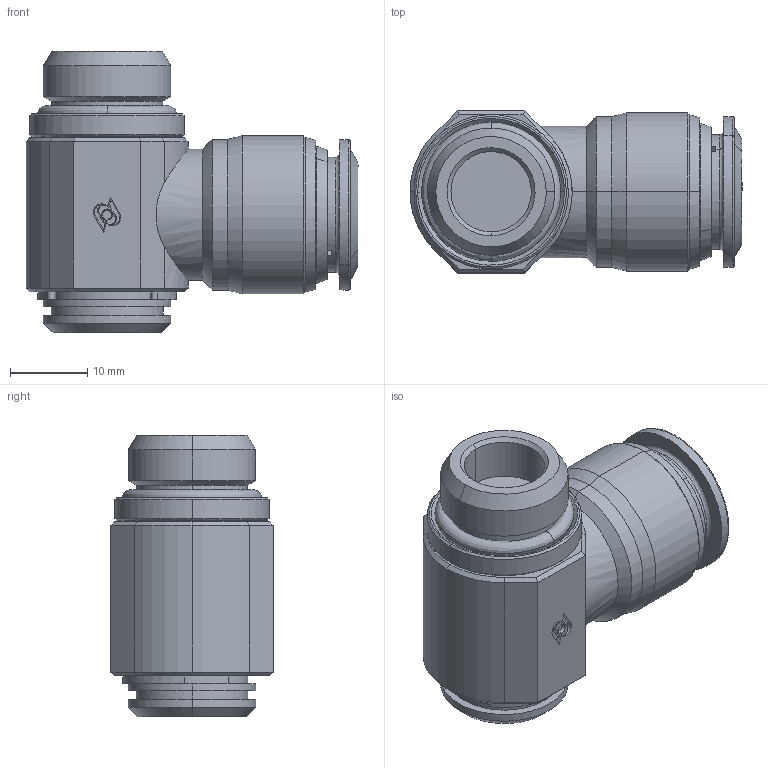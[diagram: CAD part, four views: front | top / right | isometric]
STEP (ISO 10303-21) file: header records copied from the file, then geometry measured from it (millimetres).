
FILE_DESCRIPTION (( 'STEP AP214' ), '1' );
FILE_NAME ('PH12-G03_ME.STEP', '2018-09-06T11:51:48', ( '' ), ( '' ), 'SwSTEP 2.0', 'SolidWorks 2018', '' );
FILE_SCHEMA (( 'AUTOMOTIVE_DESIGN' ));
Length unit declared in the file: millimetre
Products named in the file (1): PH12-G03_ME
Bounding box: 43 x 21 x 36.5 mm (x, y, z)
Volume: 16065.6 mm3; surface area: 6081.4 mm2
Topology: 4 solids, 4 shells, 200 faces, 459 edges, 283 vertices
Faces by surface type: bspline 200
Entity records: 8632 total; most frequent: CARTESIAN_POINT 5845, ORIENTED_EDGE 918, EDGE_CURVE 459, B_SPLINE_CURVE_WITH_KNOTS 327, VERTEX_POINT 283, EDGE_LOOP 224, FACE_OUTER_BOUND 200, ADVANCED_FACE 200
